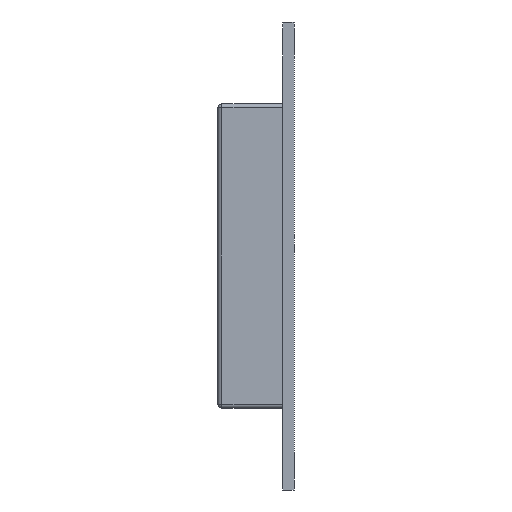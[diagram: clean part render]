
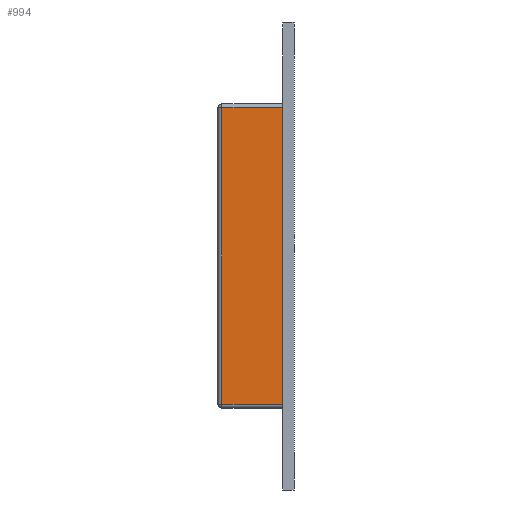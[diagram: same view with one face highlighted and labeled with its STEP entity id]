
A CAD part, left-side view. The second image highlights one B-rep face of the part: STEP entity #994.
In plain terms, the highlighted planar face has unit normal (-1, 0, 0).
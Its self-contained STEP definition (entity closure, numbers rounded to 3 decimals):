
#48 = ORIENTED_EDGE ( 'NONE', *, *, #1695, .T. ) ;
#121 = LINE ( 'NONE', #123, #1810 ) ;
#123 = CARTESIAN_POINT ( 'NONE',  ( -47.9, 0., -19. ) ) ;
#265 = VERTEX_POINT ( 'NONE', #3940 ) ;
#270 = VECTOR ( 'NONE', #4061, 1000. ) ;
#454 = CARTESIAN_POINT ( 'NONE',  ( -47.9, 7.8, -19. ) ) ;
#533 = PLANE ( 'NONE',  #1564 ) ;
#922 = ORIENTED_EDGE ( 'NONE', *, *, #1972, .T. ) ;
#994 = ADVANCED_FACE ( 'NONE', ( #3705 ), #533, .F. ) ;
#1506 = CARTESIAN_POINT ( 'NONE',  ( -47.9, 7.8, -19.5 ) ) ;
#1532 = EDGE_CURVE ( 'NONE', #3969, #265, #3130, .T. ) ;
#1564 = AXIS2_PLACEMENT_3D ( 'NONE', #2955, #1571, #3998 ) ;
#1571 = DIRECTION ( 'NONE',  ( 1., 0., 0. ) ) ;
#1695 = EDGE_CURVE ( 'NONE', #3167, #3969, #121, .T. ) ;
#1799 = ORIENTED_EDGE ( 'NONE', *, *, #1532, .T. ) ;
#1810 = VECTOR ( 'NONE', #1853, 1000. ) ;
#1853 = DIRECTION ( 'NONE',  ( 0., -1., 0. ) ) ;
#1939 = EDGE_LOOP ( 'NONE', ( #1799, #922, #3591, #48 ) ) ;
#1972 = EDGE_CURVE ( 'NONE', #265, #3673, #3084, .T. ) ;
#2108 = CARTESIAN_POINT ( 'NONE',  ( -47.9, 0., 0. ) ) ;
#2200 = VECTOR ( 'NONE', #2482, 1000. ) ;
#2410 = VECTOR ( 'NONE', #2778, 1000. ) ;
#2482 = DIRECTION ( 'NONE',  ( 0., 0., 1. ) ) ;
#2778 = DIRECTION ( 'NONE',  ( 0., 0., -1. ) ) ;
#2955 = CARTESIAN_POINT ( 'NONE',  ( -47.9, 8.3, 0. ) ) ;
#3084 = LINE ( 'NONE', #3338, #270 ) ;
#3130 = LINE ( 'NONE', #2108, #2200 ) ;
#3167 = VERTEX_POINT ( 'NONE', #454 ) ;
#3187 = EDGE_CURVE ( 'NONE', #3673, #3167, #3983, .T. ) ;
#3338 = CARTESIAN_POINT ( 'NONE',  ( -47.9, 8.3, 19. ) ) ;
#3591 = ORIENTED_EDGE ( 'NONE', *, *, #3187, .T. ) ;
#3673 = VERTEX_POINT ( 'NONE', #3830 ) ;
#3705 = FACE_OUTER_BOUND ( 'NONE', #1939, .T. ) ;
#3830 = CARTESIAN_POINT ( 'NONE',  ( -47.9, 7.8, 19. ) ) ;
#3940 = CARTESIAN_POINT ( 'NONE',  ( -47.9, 0., 19. ) ) ;
#3969 = VERTEX_POINT ( 'NONE', #4279 ) ;
#3983 = LINE ( 'NONE', #1506, #2410 ) ;
#3998 = DIRECTION ( 'NONE',  ( 0., 0., -1. ) ) ;
#4061 = DIRECTION ( 'NONE',  ( 0., 1., 0. ) ) ;
#4279 = CARTESIAN_POINT ( 'NONE',  ( -47.9, 0., -19. ) ) ;
